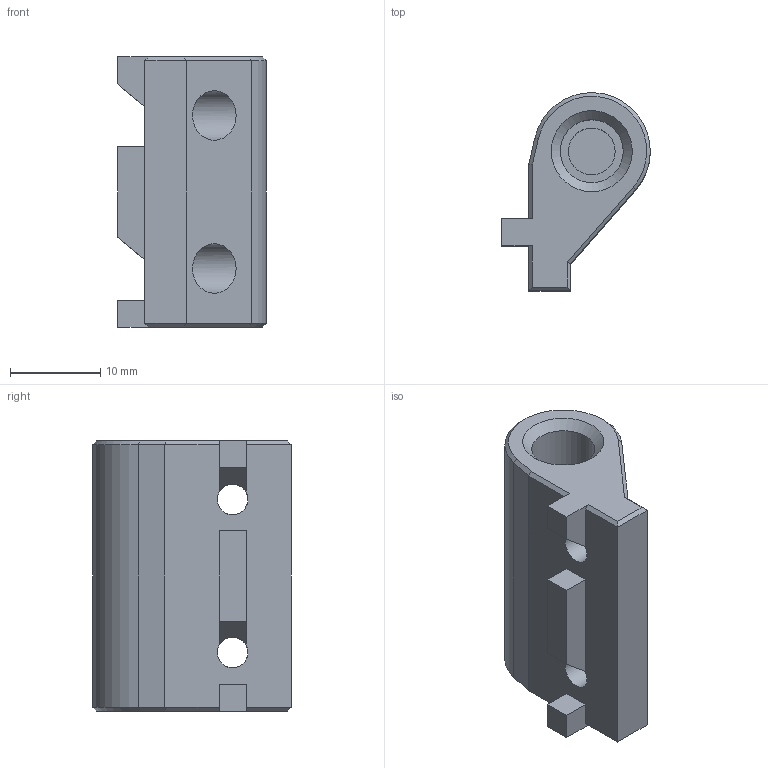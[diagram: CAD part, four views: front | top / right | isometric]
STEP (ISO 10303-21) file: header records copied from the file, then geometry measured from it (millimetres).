
FILE_DESCRIPTION(/* description */ (''),/* implementation_level */ '2;1');
FILE_NAME(/* name */ 'mini_fridge_top_hinge_right x2 _updated v2 v1.step',/* time_stamp */ '2024-11-08T23:59:01-05:00',/* author */ (''),/* organization */ (''),/* preprocessor_version */ 'ST-DEVELOPER v20',/* originating_system */ 'Autodesk Translation Framework v13.20.0.188',/* authorisation */ '');
FILE_SCHEMA (('AUTOMOTIVE_DESIGN { 1 0 10303 214 3 1 1 }'));
Length unit declared in the file: millimetre
Products named in the file (1): mini_fridge_top_hinge_right x2 _updated
Bounding box: 16.5 x 22.02 x 30 mm (x, y, z)
Volume: 5178.7 mm3; surface area: 2983.9 mm2
Topology: 1 solids, 1 shells, 46 faces, 110 edges, 69 vertices
Faces by surface type: plane 36, cylinder 7, cone 3
Full cylindrical faces by diameter (mm): 3.4 x2, 5.2 x1, 5.5 x2, 7 x1
Entity records: 1359 total; most frequent: CARTESIAN_POINT 226, DIRECTION 225, ORIENTED_EDGE 220, EDGE_CURVE 110, LINE 89, VECTOR 89, VERTEX_POINT 69, AXIS2_PLACEMENT_3D 68
